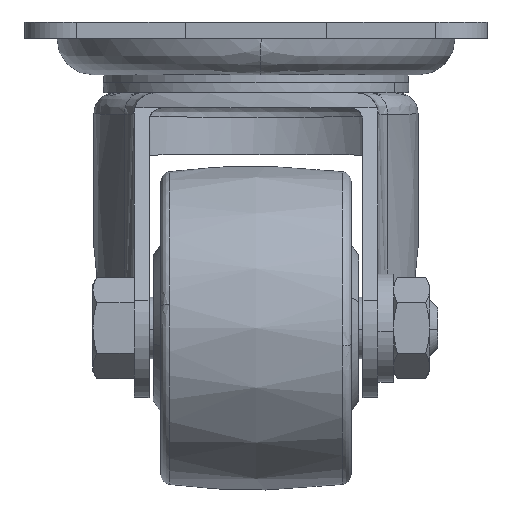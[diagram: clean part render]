
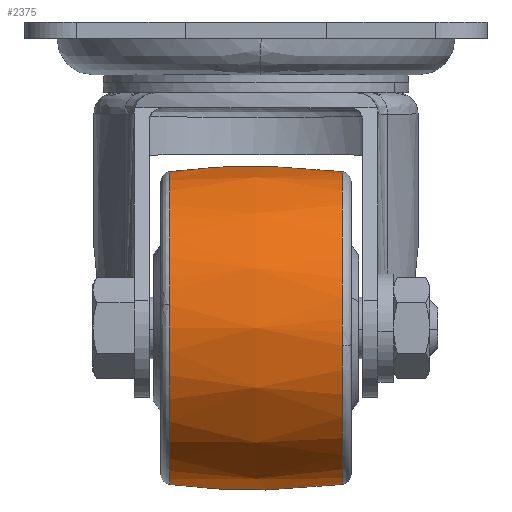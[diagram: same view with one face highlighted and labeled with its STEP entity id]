
A CAD part, left-side view. The second image highlights one B-rep face of the part: STEP entity #2375.
In plain terms, the highlighted free-form (B-spline) face has degree [2, 2] with [3, 7] control points.
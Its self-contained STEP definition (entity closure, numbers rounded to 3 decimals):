
#2087=CARTESIAN_POINT('',(-66.07,16.758,-54.931));
#2088=VERTEX_POINT('',#2087);
#2102=CARTESIAN_POINT('',(-36.0,16.758,-29.085));
#2103=VERTEX_POINT('',#2102);
#2104=CARTESIAN_POINT('',(-36.0,16.758,-29.085));
#2105=CARTESIAN_POINT('',(-62.143,16.758,-29.085));
#2106=CARTESIAN_POINT('',(-66.07,16.758,-54.931));
#2114=(BOUNDED_CURVE()B_SPLINE_CURVE(2,(#2104,#2105,#2106),.UNSPECIFIED.,.F.,.U.)B_SPLINE_CURVE_WITH_KNOTS((3,3),(0.5,0.724),.UNSPECIFIED.)CURVE()GEOMETRIC_REPRESENTATION_ITEM()RATIONAL_B_SPLINE_CURVE((1.0,0.737,0.946))REPRESENTATION_ITEM(''));
#2115=EDGE_CURVE('',#2103,#2088,#2114,.T.);
#2181=CARTESIAN_POINT('',(-36.0,16.758,-89.915));
#2182=VERTEX_POINT('',#2181);
#2196=CARTESIAN_POINT('',(-66.07,16.758,-54.931));
#2197=CARTESIAN_POINT('',(-66.415,16.758,-57.202));
#2198=CARTESIAN_POINT('',(-66.415,16.758,-59.5));
#2199=CARTESIAN_POINT('',(-66.415,16.758,-89.915));
#2200=CARTESIAN_POINT('',(-36.0,16.758,-89.915));
#2208=(BOUNDED_CURVE()B_SPLINE_CURVE(2,(#2196,#2197,#2198,#2199,#2200),.UNSPECIFIED.,.F.,.U.)B_SPLINE_CURVE_WITH_KNOTS((3,2,3),(0.724,0.75,1.0),.UNSPECIFIED.)CURVE()GEOMETRIC_REPRESENTATION_ITEM()RATIONAL_B_SPLINE_CURVE((0.946,0.97,1.0,0.707,1.0))REPRESENTATION_ITEM(''));
#2209=EDGE_CURVE('',#2088,#2182,#2208,.T.);
#2245=CARTESIAN_POINT('',(-36.0,-16.758,-89.915));
#2246=VERTEX_POINT('',#2245);
#2247=CARTESIAN_POINT('',(-36.0,-16.758,-89.915));
#2248=CARTESIAN_POINT('',(-36.0,0.,-92.094));
#2249=CARTESIAN_POINT('',(-36.,16.758,-89.915));
#2257=(BOUNDED_CURVE()B_SPLINE_CURVE(2,(#2247,#2248,#2249),.UNSPECIFIED.,.F.,.U.)B_SPLINE_CURVE_WITH_KNOTS((3,3),(0.413,0.587),.UNSPECIFIED.)CURVE()GEOMETRIC_REPRESENTATION_ITEM()RATIONAL_B_SPLINE_CURVE((0.883,0.875,0.883))REPRESENTATION_ITEM(''));
#2258=EDGE_CURVE('',#2246,#2182,#2257,.T.);
#2262=CARTESIAN_POINT('',(-36.0,-16.758,-29.085));
#2263=VERTEX_POINT('',#2262);
#2264=CARTESIAN_POINT('',(-36.0,-16.758,-29.085));
#2265=CARTESIAN_POINT('',(-36.,0.,-26.906));
#2266=CARTESIAN_POINT('',(-36.0,16.758,-29.085));
#2274=(BOUNDED_CURVE()B_SPLINE_CURVE(2,(#2264,#2265,#2266),.UNSPECIFIED.,.F.,.U.)B_SPLINE_CURVE_WITH_KNOTS((3,3),(0.413,0.587),.UNSPECIFIED.)CURVE()GEOMETRIC_REPRESENTATION_ITEM()RATIONAL_B_SPLINE_CURVE((0.883,0.875,0.883))REPRESENTATION_ITEM(''));
#2275=EDGE_CURVE('',#2263,#2103,#2274,.T.);
#2310=CARTESIAN_POINT('',(-35.156,-18.416,-29.311));
#2311=CARTESIAN_POINT('',(-35.082,0.,-26.676));
#2312=CARTESIAN_POINT('',(-35.156,18.416,-29.311));
#2313=CARTESIAN_POINT('',(-35.576,-18.416,-29.311));
#2314=CARTESIAN_POINT('',(-35.538,0.,-26.676));
#2315=CARTESIAN_POINT('',(-35.576,18.416,-29.311));
#2316=CARTESIAN_POINT('',(-66.189,-18.416,-29.311));
#2317=CARTESIAN_POINT('',(-68.824,0.,-26.676));
#2318=CARTESIAN_POINT('',(-66.189,18.416,-29.311));
#2319=CARTESIAN_POINT('',(-66.189,-18.416,-59.5));
#2320=CARTESIAN_POINT('',(-68.824,0.,-59.5));
#2321=CARTESIAN_POINT('',(-66.189,18.416,-59.5));
#2322=CARTESIAN_POINT('',(-66.189,-18.416,-89.689));
#2323=CARTESIAN_POINT('',(-68.824,0.,-92.324));
#2324=CARTESIAN_POINT('',(-66.189,18.416,-89.689));
#2325=CARTESIAN_POINT('',(-35.576,-18.416,-89.689));
#2326=CARTESIAN_POINT('',(-35.538,0.,-92.324));
#2327=CARTESIAN_POINT('',(-35.576,18.416,-89.689));
#2328=CARTESIAN_POINT('',(-35.156,-18.416,-89.689));
#2329=CARTESIAN_POINT('',(-35.082,0.,-92.324));
#2330=CARTESIAN_POINT('',(-35.156,18.416,-89.689));
#2338=(BOUNDED_SURFACE()B_SPLINE_SURFACE(2,2,((#2310,#2313,#2316,#2319,#2322,#2325,#2328),(#2311,#2314,#2317,#2320,#2323,#2326,#2329),(#2312,#2315,#2318,#2321,#2324,#2327,#2330)),.UNSPECIFIED.,.F.,.F.,.U.)B_SPLINE_SURFACE_WITH_KNOTS((3,3),(3,1,2,1,3),(0.0,37.018),(0.0,1.044,53.235,105.426,106.469),.UNSPECIFIED.)GEOMETRIC_REPRESENTATION_ITEM()RATIONAL_B_SPLINE_SURFACE(((0.894,0.888,0.625,0.883,0.625,0.888,0.894),(0.885,0.88,0.618,0.874,0.618,0.88,0.885),(0.894,0.888,0.625,0.883,0.625,0.888,0.894)))REPRESENTATION_ITEM('')SURFACE());
#2339=ORIENTED_EDGE('',*,*,#2258,.F.);
#2340=CARTESIAN_POINT('',(-66.221,-16.758,-62.933));
#2341=VERTEX_POINT('',#2340);
#2342=CARTESIAN_POINT('',(-66.221,-16.758,-62.933));
#2343=CARTESIAN_POINT('',(-63.156,-16.758,-89.915));
#2344=CARTESIAN_POINT('',(-36.0,-16.758,-89.915));
#2352=(BOUNDED_CURVE()B_SPLINE_CURVE(2,(#2342,#2343,#2344),.UNSPECIFIED.,.F.,.U.)B_SPLINE_CURVE_WITH_KNOTS((3,3),(0.77,1.0),.UNSPECIFIED.)CURVE()GEOMETRIC_REPRESENTATION_ITEM()RATIONAL_B_SPLINE_CURVE((0.958,0.73,1.0))REPRESENTATION_ITEM(''));
#2353=EDGE_CURVE('',#2341,#2246,#2352,.T.);
#2354=ORIENTED_EDGE('',*,*,#2353,.F.);
#2355=CARTESIAN_POINT('',(-36.0,-16.758,-29.085));
#2356=CARTESIAN_POINT('',(-66.415,-16.758,-29.085));
#2357=CARTESIAN_POINT('',(-66.415,-16.758,-59.5));
#2358=CARTESIAN_POINT('',(-66.415,-16.758,-61.222));
#2359=CARTESIAN_POINT('',(-66.221,-16.758,-62.933));
#2367=(BOUNDED_CURVE()B_SPLINE_CURVE(2,(#2355,#2356,#2357,#2358,#2359),.UNSPECIFIED.,.F.,.U.)B_SPLINE_CURVE_WITH_KNOTS((3,2,3),(0.5,0.75,0.77),.UNSPECIFIED.)CURVE()GEOMETRIC_REPRESENTATION_ITEM()RATIONAL_B_SPLINE_CURVE((1.0,0.707,1.0,0.977,0.958))REPRESENTATION_ITEM(''));
#2368=EDGE_CURVE('',#2263,#2341,#2367,.T.);
#2369=ORIENTED_EDGE('',*,*,#2368,.F.);
#2370=ORIENTED_EDGE('',*,*,#2275,.T.);
#2371=ORIENTED_EDGE('',*,*,#2115,.T.);
#2372=ORIENTED_EDGE('',*,*,#2209,.T.);
#2373=EDGE_LOOP('',(#2339,#2354,#2369,#2370,#2371,#2372));
#2374=FACE_OUTER_BOUND('',#2373,.T.);
#2375=ADVANCED_FACE('',(#2374),#2338,.T.);
